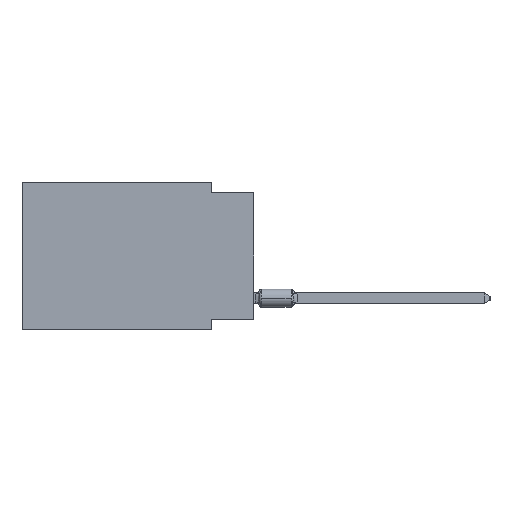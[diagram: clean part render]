
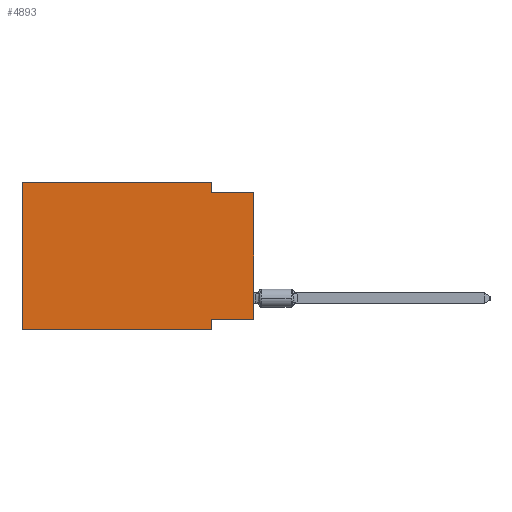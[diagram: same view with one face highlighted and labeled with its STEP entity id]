
A CAD part, left-side view. The second image highlights one B-rep face of the part: STEP entity #4893.
In plain terms, the highlighted planar face has unit normal (-1, 0, 0).
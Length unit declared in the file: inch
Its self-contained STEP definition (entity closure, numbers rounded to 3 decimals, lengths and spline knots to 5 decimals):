
#260 = VECTOR ( 'NONE', #3038, 39.37008 ) ;
#292 = DIRECTION ( 'NONE',  ( 0., 0., -1. ) ) ;
#493 = DIRECTION ( 'NONE',  ( 1., 0., 0. ) ) ;
#572 = CARTESIAN_POINT ( 'NONE',  ( 0., 0.55, -0.35 ) ) ;
#587 = LINE ( 'NONE', #9203, #7323 ) ;
#1421 = VERTEX_POINT ( 'NONE', #7489 ) ;
#1422 = DIRECTION ( 'NONE',  ( 0., 0., -1. ) ) ;
#1791 = VERTEX_POINT ( 'NONE', #12457 ) ;
#2054 = LINE ( 'NONE', #572, #3615 ) ;
#2160 = DIRECTION ( 'NONE',  ( 0., 0., 1. ) ) ;
#2387 = VECTOR ( 'NONE', #1422, 39.37008 ) ;
#2452 = EDGE_CURVE ( 'NONE', #15487, #9673, #5731, .T. ) ;
#2603 = DIRECTION ( 'NONE',  ( 0., 1., 0. ) ) ;
#2856 = LINE ( 'NONE', #10613, #260 ) ;
#2909 = DIRECTION ( 'NONE',  ( 0., -1., 0. ) ) ;
#3007 = PLANE ( 'NONE',  #7477 ) ;
#3017 = CARTESIAN_POINT ( 'NONE',  ( 0., 0.55, 0. ) ) ;
#3038 = DIRECTION ( 'NONE',  ( 0., 0., 1. ) ) ;
#3040 = EDGE_CURVE ( 'NONE', #9673, #6554, #587, .T. ) ;
#3098 = VERTEX_POINT ( 'NONE', #11844 ) ;
#3377 = ORIENTED_EDGE ( 'NONE', *, *, #3040, .F. ) ;
#3544 = CARTESIAN_POINT ( 'NONE',  ( 0., 0., 0. ) ) ;
#3615 = VECTOR ( 'NONE', #6939, 39.37008 ) ;
#3639 = EDGE_CURVE ( 'NONE', #1421, #3098, #8295, .T. ) ;
#4023 = ORIENTED_EDGE ( 'NONE', *, *, #12976, .F. ) ;
#4327 = CARTESIAN_POINT ( 'NONE',  ( 0., 0.1, 0. ) ) ;
#4474 = ORIENTED_EDGE ( 'NONE', *, *, #7892, .F. ) ;
#4893 = ADVANCED_FACE ( 'NONE', ( #6054 ), #3007, .F. ) ;
#4980 = EDGE_LOOP ( 'NONE', ( #6456, #3377, #7561, #14612, #4474, #9023, #4023, #7472 ) ) ;
#5198 = LINE ( 'NONE', #15176, #14067 ) ;
#5550 = EDGE_CURVE ( 'NONE', #1421, #6554, #14567, .T. ) ;
#5731 = LINE ( 'NONE', #10268, #2387 ) ;
#6054 = FACE_OUTER_BOUND ( 'NONE', #4980, .T. ) ;
#6143 = VECTOR ( 'NONE', #292, 39.37008 ) ;
#6456 = ORIENTED_EDGE ( 'NONE', *, *, #5550, .T. ) ;
#6554 = VERTEX_POINT ( 'NONE', #7832 ) ;
#6939 = DIRECTION ( 'NONE',  ( 0., -1., 0. ) ) ;
#7323 = VECTOR ( 'NONE', #2909, 39.37008 ) ;
#7472 = ORIENTED_EDGE ( 'NONE', *, *, #3639, .F. ) ;
#7477 = AXIS2_PLACEMENT_3D ( 'NONE', #8075, #493, #9356 ) ;
#7489 = CARTESIAN_POINT ( 'NONE',  ( 0., 0., -0.325 ) ) ;
#7561 = ORIENTED_EDGE ( 'NONE', *, *, #2452, .F. ) ;
#7832 = CARTESIAN_POINT ( 'NONE',  ( 0., 0., -0.025 ) ) ;
#7878 = CARTESIAN_POINT ( 'NONE',  ( 0., 0.1, -0.35 ) ) ;
#7892 = EDGE_CURVE ( 'NONE', #1791, #8548, #2856, .T. ) ;
#8075 = CARTESIAN_POINT ( 'NONE',  ( 0., 0.55, 0. ) ) ;
#8295 = LINE ( 'NONE', #8943, #14596 ) ;
#8548 = VERTEX_POINT ( 'NONE', #3017 ) ;
#8943 = CARTESIAN_POINT ( 'NONE',  ( 0., 0., -0.325 ) ) ;
#9023 = ORIENTED_EDGE ( 'NONE', *, *, #11661, .T. ) ;
#9203 = CARTESIAN_POINT ( 'NONE',  ( 0., 0., -0.025 ) ) ;
#9356 = DIRECTION ( 'NONE',  ( 0., 0., -1. ) ) ;
#9673 = VERTEX_POINT ( 'NONE', #10567 ) ;
#10118 = VERTEX_POINT ( 'NONE', #12736 ) ;
#10205 = DIRECTION ( 'NONE',  ( 0., -1., 0. ) ) ;
#10268 = CARTESIAN_POINT ( 'NONE',  ( 0., 0.1, 0. ) ) ;
#10567 = CARTESIAN_POINT ( 'NONE',  ( 0., 0.1, -0.025 ) ) ;
#10613 = CARTESIAN_POINT ( 'NONE',  ( 0., 0.55, 0. ) ) ;
#10851 = VECTOR ( 'NONE', #2160, 39.37008 ) ;
#11661 = EDGE_CURVE ( 'NONE', #1791, #10118, #2054, .T. ) ;
#11844 = CARTESIAN_POINT ( 'NONE',  ( 0., 0.1, -0.325 ) ) ;
#12053 = EDGE_CURVE ( 'NONE', #8548, #15487, #5198, .T. ) ;
#12457 = CARTESIAN_POINT ( 'NONE',  ( 0., 0.55, -0.35 ) ) ;
#12736 = CARTESIAN_POINT ( 'NONE',  ( 0., 0.1, -0.35 ) ) ;
#12976 = EDGE_CURVE ( 'NONE', #3098, #10118, #15803, .T. ) ;
#14067 = VECTOR ( 'NONE', #10205, 39.37008 ) ;
#14567 = LINE ( 'NONE', #3544, #10851 ) ;
#14596 = VECTOR ( 'NONE', #2603, 39.37008 ) ;
#14612 = ORIENTED_EDGE ( 'NONE', *, *, #12053, .F. ) ;
#15176 = CARTESIAN_POINT ( 'NONE',  ( 0., 0.55, 0. ) ) ;
#15487 = VERTEX_POINT ( 'NONE', #4327 ) ;
#15803 = LINE ( 'NONE', #7878, #6143 ) ;
